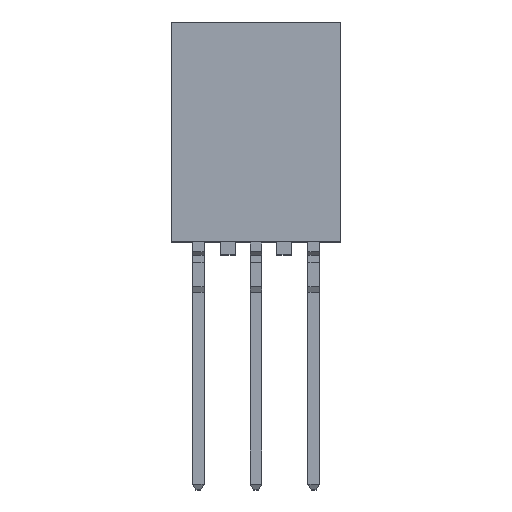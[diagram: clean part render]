
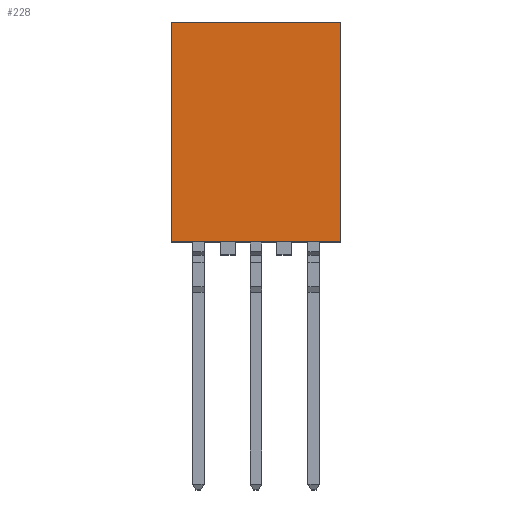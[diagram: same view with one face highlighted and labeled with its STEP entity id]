
A CAD part, top view. The second image highlights one B-rep face of the part: STEP entity #228.
In plain terms, the highlighted planar face has unit normal (0, 0, 1).
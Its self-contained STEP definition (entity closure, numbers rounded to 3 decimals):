
#228 = ADVANCED_FACE ( 'NONE', ( #2579 ), #8706, .F. ) ;
#270 = ORIENTED_EDGE ( 'NONE', *, *, #8325, .F. ) ;
#520 = DIRECTION ( 'NONE',  ( -1., 0., 0. ) ) ;
#707 = VERTEX_POINT ( 'NONE', #7568 ) ;
#887 = EDGE_CURVE ( 'NONE', #707, #8347, #2170, .T. ) ;
#889 = EDGE_CURVE ( 'NONE', #707, #1910, #7651, .T. ) ;
#914 = DIRECTION ( 'NONE',  ( -1., 0., 0. ) ) ;
#1112 = VECTOR ( 'NONE', #914, 1000. ) ;
#1501 = ORIENTED_EDGE ( 'NONE', *, *, #889, .F. ) ;
#1910 = VERTEX_POINT ( 'NONE', #7209 ) ;
#2170 = LINE ( 'NONE', #7015, #5227 ) ;
#2432 = ORIENTED_EDGE ( 'NONE', *, *, #5962, .F. ) ;
#2579 = FACE_OUTER_BOUND ( 'NONE', #5745, .T. ) ;
#2824 = CARTESIAN_POINT ( 'NONE',  ( -2.921, 0., 4.953 ) ) ;
#2878 = CARTESIAN_POINT ( 'NONE',  ( -4.75, 15.113, 4.953 ) ) ;
#2966 = DIRECTION ( 'NONE',  ( 1., 0., 0. ) ) ;
#3015 = CARTESIAN_POINT ( 'NONE',  ( -4.75, 0., 4.953 ) ) ;
#4754 = ORIENTED_EDGE ( 'NONE', *, *, #887, .T. ) ;
#4876 = DIRECTION ( 'NONE',  ( 0., -1., 0. ) ) ;
#5157 = DIRECTION ( 'NONE',  ( 0., 0., -1. ) ) ;
#5227 = VECTOR ( 'NONE', #4876, 1000. ) ;
#5413 = CARTESIAN_POINT ( 'NONE',  ( 8.712, 15.113, 4.953 ) ) ;
#5491 = LINE ( 'NONE', #5413, #5850 ) ;
#5745 = EDGE_LOOP ( 'NONE', ( #2432, #270, #1501, #4754 ) ) ;
#5850 = VECTOR ( 'NONE', #6870, 1000. ) ;
#5962 = EDGE_CURVE ( 'NONE', #8355, #8347, #6345, .T. ) ;
#6074 = CARTESIAN_POINT ( 'NONE',  ( 8.712, 0., 4.953 ) ) ;
#6345 = LINE ( 'NONE', #3015, #1112 ) ;
#6526 = AXIS2_PLACEMENT_3D ( 'NONE', #6620, #5157, #520 ) ;
#6620 = CARTESIAN_POINT ( 'NONE',  ( -4.75, 15.113, 4.953 ) ) ;
#6655 = VECTOR ( 'NONE', #2966, 1000. ) ;
#6870 = DIRECTION ( 'NONE',  ( 0., -1., 0. ) ) ;
#7015 = CARTESIAN_POINT ( 'NONE',  ( -2.921, 15.113, 4.953 ) ) ;
#7209 = CARTESIAN_POINT ( 'NONE',  ( 8.712, 15.113, 4.953 ) ) ;
#7568 = CARTESIAN_POINT ( 'NONE',  ( -2.921, 15.113, 4.953 ) ) ;
#7651 = LINE ( 'NONE', #2878, #6655 ) ;
#8325 = EDGE_CURVE ( 'NONE', #1910, #8355, #5491, .T. ) ;
#8347 = VERTEX_POINT ( 'NONE', #2824 ) ;
#8355 = VERTEX_POINT ( 'NONE', #6074 ) ;
#8706 = PLANE ( 'NONE',  #6526 ) ;
